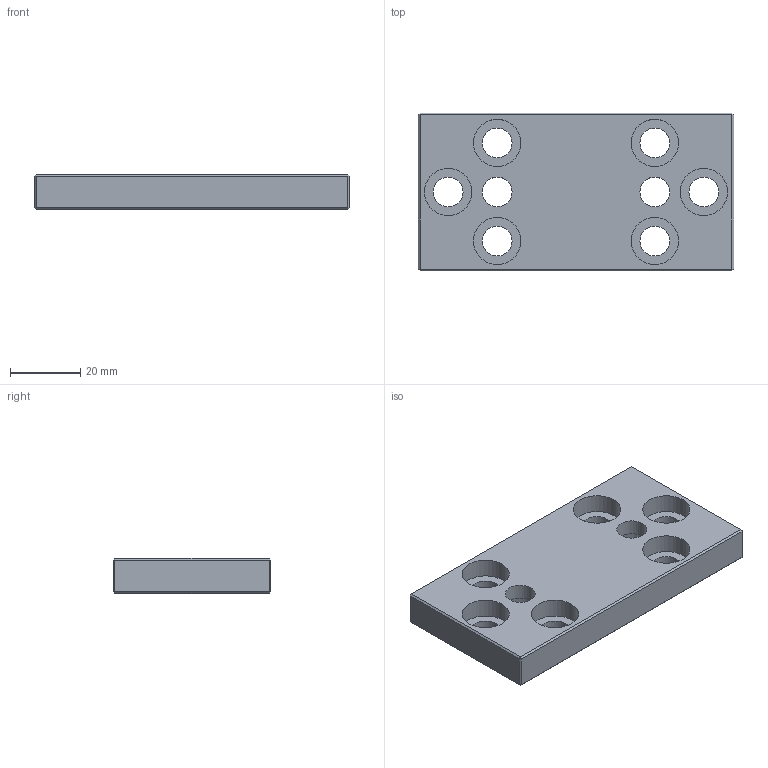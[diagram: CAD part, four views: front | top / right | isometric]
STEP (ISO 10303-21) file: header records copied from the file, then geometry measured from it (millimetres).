
FILE_DESCRIPTION(/* description */ ('Vložka křížového spoje'),/* implementation_level */ '2;1');
FILE_NAME(/* name */ '304590.ipt.stp',/* time_stamp */ '2022-08-04T13:28:17+02:00',/* author */ ('aluteckkpl_am'),/* organization */ (''),/* preprocessor_version */ 'ST-DEVELOPER v18.1',/* originating_system */ 'Autodesk Inventor 2021',/* authorisation */ '');
FILE_SCHEMA (('CONFIG_CONTROL_DESIGN'));
Length unit declared in the file: millimetre
Products named in the file (1): 304590
Bounding box: 90 x 45 x 10 mm (x, y, z)
Volume: 32087.2 mm3; surface area: 12548.9 mm2
Topology: 1 solids, 1 shells, 50 faces, 120 edges, 80 vertices
Faces by surface type: plane 34, cylinder 16
Full cylindrical faces by diameter (mm): 8.5 x8, 13.5 x8
Entity records: 1553 total; most frequent: DIRECTION 278, CARTESIAN_POINT 251, ORIENTED_EDGE 240, EDGE_CURVE 120, AXIS2_PLACEMENT_3D 107, VERTEX_POINT 80, EDGE_LOOP 74, LINE 64
